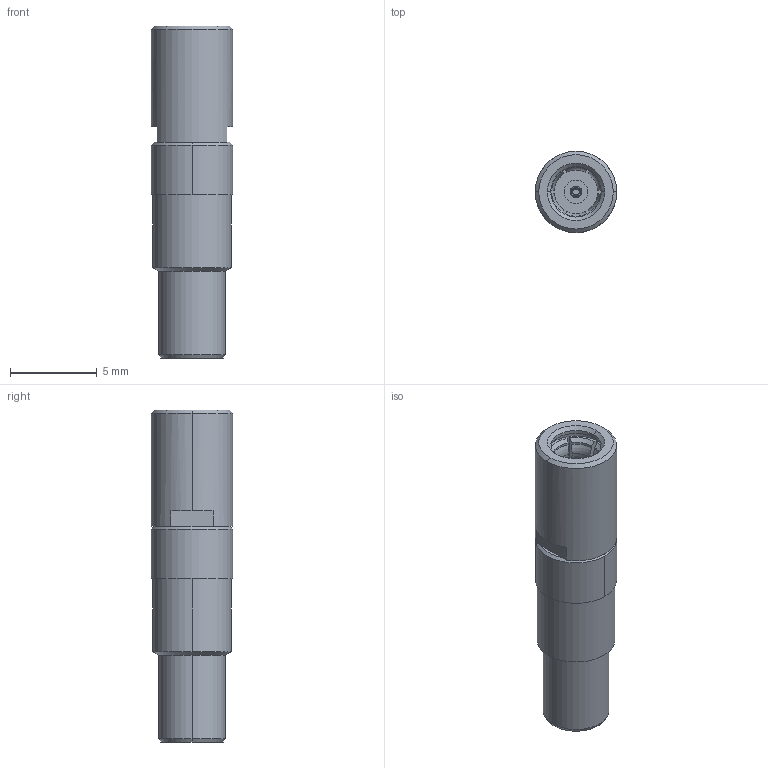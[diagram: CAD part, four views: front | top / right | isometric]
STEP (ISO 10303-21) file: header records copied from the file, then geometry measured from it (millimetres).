
FILE_DESCRIPTION (( 'STEP AP214' ), '1' );
FILE_NAME ('J01191A0021.STEP', '2018-11-15T14:06:46', ( '' ), ( '' ), 'SwSTEP 2.0', 'SolidWorks 2017', '' );
FILE_SCHEMA (( 'AUTOMOTIVE_DESIGN' ));
Length unit declared in the file: millimetre
Products named in the file (1): J01191A0021
Bounding box: 4.68 x 4.68 x 19.1 mm (x, y, z)
Volume: 234.8 mm3; surface area: 450.7 mm2
Topology: 1 solids, 1 shells, 128 faces, 310 edges, 200 vertices
Faces by surface type: plane 50, cylinder 46, cone 20, torus 12
Entity records: 5234 total; most frequent: CARTESIAN_POINT 865, DIRECTION 630, ORIENTED_EDGE 620, EDGE_CURVE 310, AXIS2_PLACEMENT_3D 247, VERTEX_POINT 200, EDGE_LOOP 144, LINE 136
